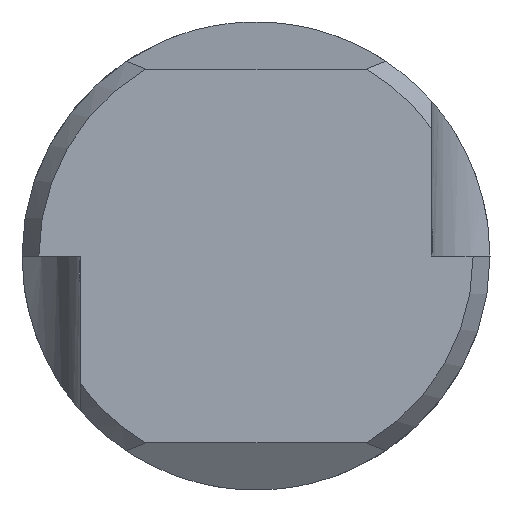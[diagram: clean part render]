
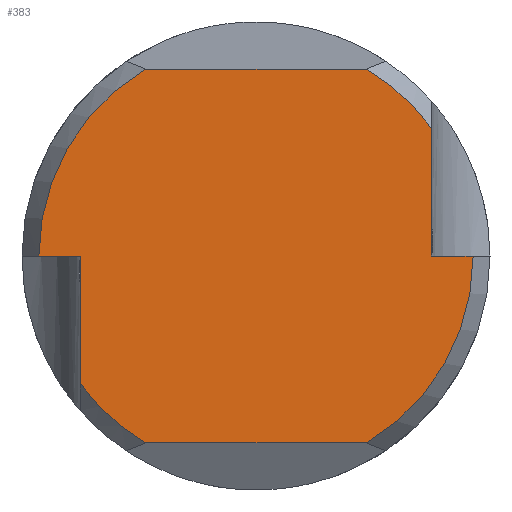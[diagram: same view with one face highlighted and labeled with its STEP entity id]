
A CAD part, left-side view. The second image highlights one B-rep face of the part: STEP entity #383.
In plain terms, the highlighted planar face has unit normal (-1, 0, 0).
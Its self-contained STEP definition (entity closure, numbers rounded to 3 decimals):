
#341=PLANE('',#724);
#350=LINE('',#926,#366);
#351=LINE('',#930,#367);
#352=LINE('',#932,#368);
#353=LINE('',#936,#369);
#354=LINE('',#940,#370);
#355=LINE('',#942,#371);
#366=VECTOR('',#784,1.);
#367=VECTOR('',#787,1.);
#368=VECTOR('',#788,1.);
#369=VECTOR('',#791,1.);
#370=VECTOR('',#794,1.);
#371=VECTOR('',#795,1.);
#383=ADVANCED_FACE('',(#421),#341,.F.);
#421=FACE_OUTER_BOUND('',#435,.T.);
#435=EDGE_LOOP('',(#490,#491,#492,#493,#494,#495,#496,#497,#498,#499));
#490=ORIENTED_EDGE('',*,*,#641,.T.);
#491=ORIENTED_EDGE('',*,*,#643,.F.);
#492=ORIENTED_EDGE('',*,*,#644,.T.);
#493=ORIENTED_EDGE('',*,*,#645,.F.);
#494=ORIENTED_EDGE('',*,*,#646,.F.);
#495=ORIENTED_EDGE('',*,*,#647,.T.);
#496=ORIENTED_EDGE('',*,*,#648,.F.);
#497=ORIENTED_EDGE('',*,*,#649,.T.);
#498=ORIENTED_EDGE('',*,*,#650,.F.);
#499=ORIENTED_EDGE('',*,*,#651,.F.);
#598=VERTEX_POINT('',#918);
#599=VERTEX_POINT('',#920);
#600=VERTEX_POINT('',#927);
#601=VERTEX_POINT('',#929);
#602=VERTEX_POINT('',#931);
#603=VERTEX_POINT('',#933);
#604=VERTEX_POINT('',#935);
#605=VERTEX_POINT('',#937);
#606=VERTEX_POINT('',#939);
#607=VERTEX_POINT('',#941);
#641=EDGE_CURVE('',#599,#598,#695,.T.);
#643=EDGE_CURVE('',#600,#598,#350,.T.);
#644=EDGE_CURVE('',#600,#601,#696,.T.);
#645=EDGE_CURVE('',#602,#601,#351,.T.);
#646=EDGE_CURVE('',#603,#602,#352,.T.);
#647=EDGE_CURVE('',#603,#604,#697,.T.);
#648=EDGE_CURVE('',#605,#604,#353,.T.);
#649=EDGE_CURVE('',#605,#606,#698,.T.);
#650=EDGE_CURVE('',#607,#606,#354,.T.);
#651=EDGE_CURVE('',#599,#607,#355,.T.);
#695=CIRCLE('',#719,14.845);
#696=CIRCLE('',#721,14.845);
#697=CIRCLE('',#722,14.845);
#698=CIRCLE('',#723,14.845);
#719=AXIS2_PLACEMENT_3D('',#919,#780,#781);
#721=AXIS2_PLACEMENT_3D('',#928,#785,#786);
#722=AXIS2_PLACEMENT_3D('',#934,#789,#790);
#723=AXIS2_PLACEMENT_3D('',#938,#792,#793);
#724=AXIS2_PLACEMENT_3D('',#943,#796,#797);
#780=DIRECTION('',(-1.,0.,0.));
#781=DIRECTION('',(0.,0.,1.));
#784=DIRECTION('',(0.,1.,0.));
#785=DIRECTION('',(-1.,0.,0.));
#786=DIRECTION('',(0.,0.,1.));
#787=DIRECTION('',(0.,-1.,0.));
#788=DIRECTION('',(0.,0.,-1.));
#789=DIRECTION('',(-1.,0.,0.));
#790=DIRECTION('',(0.,0.,1.));
#791=DIRECTION('',(0.,-1.,0.));
#792=DIRECTION('',(-1.,0.,0.));
#793=DIRECTION('',(0.,0.,1.));
#794=DIRECTION('',(0.,1.,0.));
#795=DIRECTION('',(0.,0.,1.));
#796=DIRECTION('',(1.,0.,0.));
#797=DIRECTION('',(0.,0.,-1.));
#918=CARTESIAN_POINT('',(0.,7.546,-12.785));
#919=CARTESIAN_POINT('',(0.,0.,0.));
#920=CARTESIAN_POINT('',(0.,12.,-8.74));
#926=CARTESIAN_POINT('',(0.,-314.614,-12.785));
#927=CARTESIAN_POINT('',(0.,-7.546,-12.785));
#928=CARTESIAN_POINT('',(0.,0.,0.));
#929=CARTESIAN_POINT('',(0.,-14.845,0.));
#930=CARTESIAN_POINT('',(0.,-12.,0.));
#931=CARTESIAN_POINT('',(0.,-12.,0.));
#932=CARTESIAN_POINT('',(0.,-12.,16.));
#933=CARTESIAN_POINT('',(0.,-12.,8.74));
#934=CARTESIAN_POINT('',(0.,0.,0.));
#935=CARTESIAN_POINT('',(0.,-7.546,12.785));
#936=CARTESIAN_POINT('',(0.,314.614,12.785));
#937=CARTESIAN_POINT('',(0.,7.546,12.785));
#938=CARTESIAN_POINT('',(0.,0.,0.));
#939=CARTESIAN_POINT('',(0.,14.845,0.));
#940=CARTESIAN_POINT('',(0.,12.,0.));
#941=CARTESIAN_POINT('',(0.,12.,0.));
#942=CARTESIAN_POINT('',(0.,12.,-16.));
#943=CARTESIAN_POINT('',(0.,3.05,0.));
